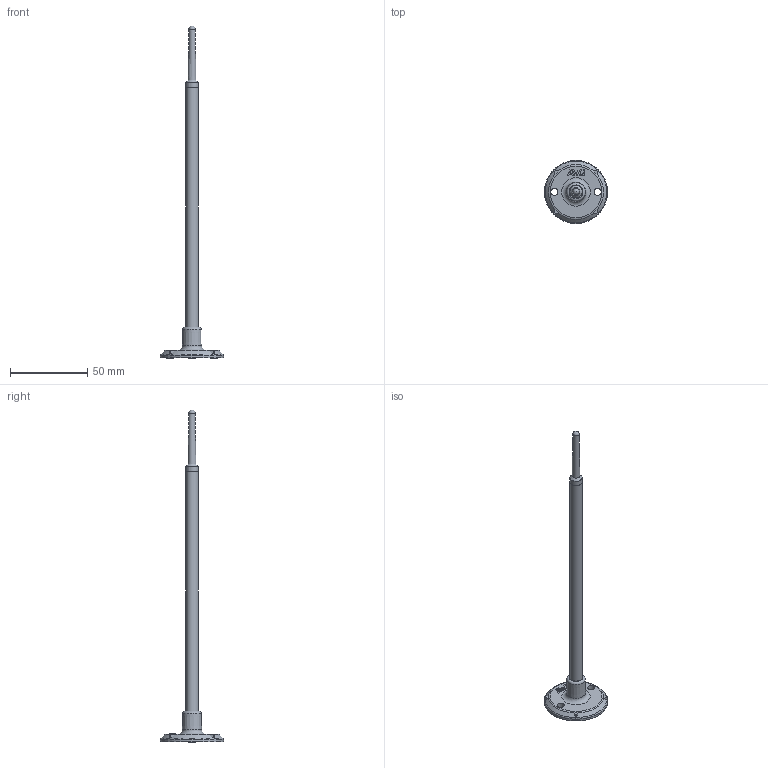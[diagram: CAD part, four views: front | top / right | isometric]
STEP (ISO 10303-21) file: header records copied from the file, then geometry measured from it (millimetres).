
FILE_DESCRIPTION( ( 'STEP AP203' ), '1' );
FILE_NAME( 'H200.step', '2022-07-21T02:47:16', ( ' ' ), ( ' ' ), 'XStep 1.0', ' ', ' ' );
FILE_SCHEMA( ( 'CONFIG_CONTROL_DESIGN' ) );
Length unit declared in the file: millimetre
Products named in the file (3): 1; 2; 3
Bounding box: 40.87 x 40.87 x 215 mm (x, y, z)
Volume: 10599.6 mm3; surface area: 13338.2 mm2
Topology: 3 solids, 3 shells, 122 faces, 299 edges, 200 vertices
Faces by surface type: plane 77, cone 24, cylinder 16, torus 4, sphere 1
Full cylindrical faces by diameter (mm): 2.9 x1, 4 x1, 4.5 x2, 6 x3, 8 x3
Entity records: 3638 total; most frequent: CARTESIAN_POINT 787, DIRECTION 540, ORIENTED_EDGE 538, EDGE_CURVE 269, AXIS2_PLACEMENT_3D 206, VERTEX_POINT 189, EDGE_LOOP 166, FACE_OUTER_BOUND 136
